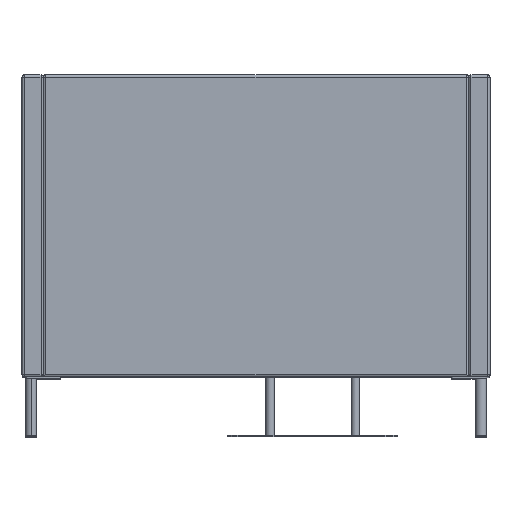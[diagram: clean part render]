
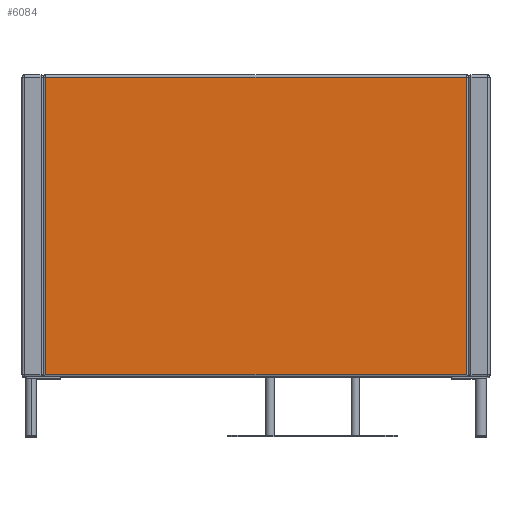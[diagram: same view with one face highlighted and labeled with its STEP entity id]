
A CAD part, top view. The second image highlights one B-rep face of the part: STEP entity #6084.
In plain terms, the highlighted face is planar.
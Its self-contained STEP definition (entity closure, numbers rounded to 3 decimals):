
#81 = CARTESIAN_POINT ( 'NONE',  ( 8., 8., -170. ) ) ;
#262 = LINE ( 'NONE', #1283, #1908 ) ;
#268 = VECTOR ( 'NONE', #6106, 1000. ) ;
#320 = VERTEX_POINT ( 'NONE', #7467 ) ;
#397 = PLANE ( 'NONE',  #5778 ) ;
#417 = CARTESIAN_POINT ( 'NONE',  ( 1492., 8., -170. ) ) ;
#850 = CARTESIAN_POINT ( 'NONE',  ( 1500., 8., -170. ) ) ;
#1283 = CARTESIAN_POINT ( 'NONE',  ( 1500., 1057., -170. ) ) ;
#1518 = FACE_OUTER_BOUND ( 'NONE', #2845, .T. ) ;
#1586 = CARTESIAN_POINT ( 'NONE',  ( 1492., 1057., -170. ) ) ;
#1767 = CARTESIAN_POINT ( 'NONE',  ( 8., 1065., -170. ) ) ;
#1839 = ORIENTED_EDGE ( 'NONE', *, *, #3160, .T. ) ;
#1908 = VECTOR ( 'NONE', #6395, 1000. ) ;
#2000 = ORIENTED_EDGE ( 'NONE', *, *, #3740, .T. ) ;
#2569 = VERTEX_POINT ( 'NONE', #417 ) ;
#2845 = EDGE_LOOP ( 'NONE', ( #6585, #1839, #6353, #2000 ) ) ;
#2935 = DIRECTION ( 'NONE',  ( 0., -1., 0. ) ) ;
#3160 = EDGE_CURVE ( 'NONE', #2569, #9410, #7541, .T. ) ;
#3296 = VERTEX_POINT ( 'NONE', #1586 ) ;
#3740 = EDGE_CURVE ( 'NONE', #320, #3296, #262, .T. ) ;
#4141 = EDGE_CURVE ( 'NONE', #3296, #2569, #6243, .T. ) ;
#4618 = EDGE_CURVE ( 'NONE', #9410, #320, #5177, .T. ) ;
#5022 = CARTESIAN_POINT ( 'NONE',  ( 1500., 1065., -170. ) ) ;
#5177 = LINE ( 'NONE', #1767, #6113 ) ;
#5667 = DIRECTION ( 'NONE',  ( 0., 1., 0. ) ) ;
#5778 = AXIS2_PLACEMENT_3D ( 'NONE', #5022, #6473, #7182 ) ;
#5891 = VECTOR ( 'NONE', #2935, 1000. ) ;
#6084 = ADVANCED_FACE ( 'NONE', ( #1518 ), #397, .F. ) ;
#6106 = DIRECTION ( 'NONE',  ( -1., 0., 0. ) ) ;
#6113 = VECTOR ( 'NONE', #5667, 1000. ) ;
#6243 = LINE ( 'NONE', #8215, #5891 ) ;
#6353 = ORIENTED_EDGE ( 'NONE', *, *, #4618, .T. ) ;
#6395 = DIRECTION ( 'NONE',  ( 1., 0., 0. ) ) ;
#6473 = DIRECTION ( 'NONE',  ( 0., 0., 1. ) ) ;
#6585 = ORIENTED_EDGE ( 'NONE', *, *, #4141, .T. ) ;
#7182 = DIRECTION ( 'NONE',  ( 0., -1., 0. ) ) ;
#7467 = CARTESIAN_POINT ( 'NONE',  ( 8., 1057., -170. ) ) ;
#7541 = LINE ( 'NONE', #850, #268 ) ;
#8215 = CARTESIAN_POINT ( 'NONE',  ( 1492., 1065., -170. ) ) ;
#9410 = VERTEX_POINT ( 'NONE', #81 ) ;
